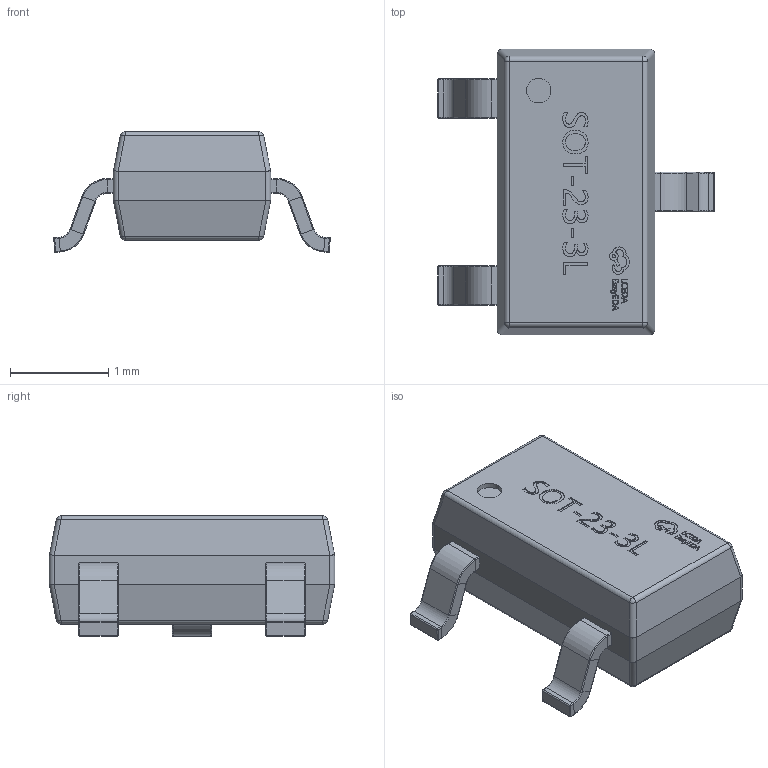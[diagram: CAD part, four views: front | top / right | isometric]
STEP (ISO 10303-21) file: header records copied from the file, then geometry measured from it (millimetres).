
FILE_DESCRIPTION (( 'STEP AP214' ), '1' );
FILE_NAME ('SOT-23-3L_L2.9-W1.6-H1.1-LS2.8-P0.95.step', '2022-07-26T11:00:37', ( '' ), ( '' ), 'SwSTEP 2.0', 'SolidWorks 2020', '' );
FILE_SCHEMA (( 'AUTOMOTIVE_DESIGN' ));
Length unit declared in the file: millimetre
Products named in the file (1): SOT-23-3L_L2.9-W1.6-H1.1-LS2.8-P0.95
Bounding box: 2.81 x 2.9 x 1.23 mm (x, y, z)
Volume: 5 mm3; surface area: 21 mm2
Topology: 17 solids, 17 shells, 591 faces, 1470 edges, 925 vertices
Faces by surface type: plane 298, bspline 164, cylinder 82, torus 24, sphere 23
Entity records: 28057 total; most frequent: CARTESIAN_POINT 8493, ORIENTED_EDGE 2916, DIRECTION 2136, EDGE_CURVE 1458, LINE 924, VECTOR 924, VERTEX_POINT 919, EDGE_LOOP 621
